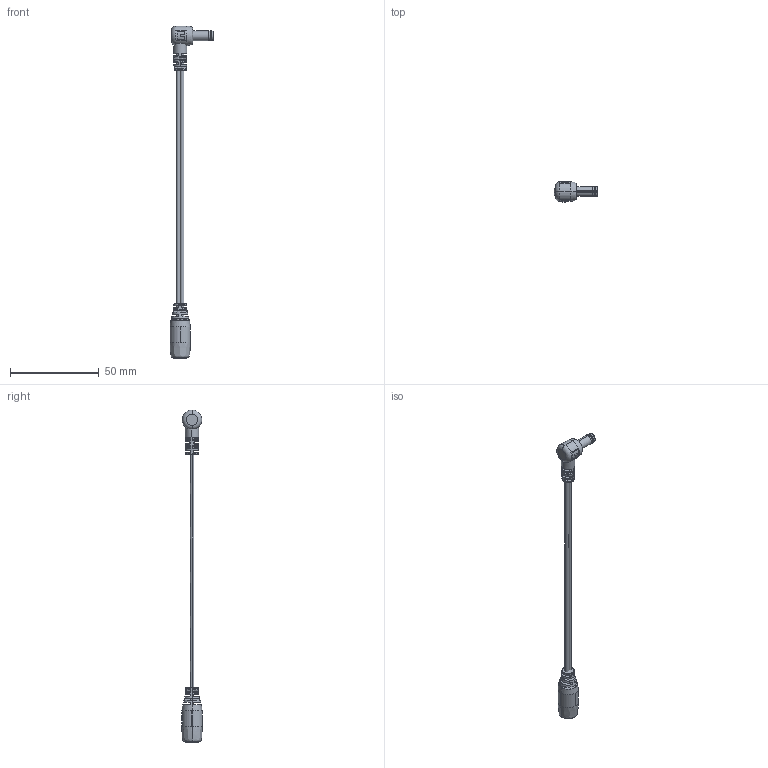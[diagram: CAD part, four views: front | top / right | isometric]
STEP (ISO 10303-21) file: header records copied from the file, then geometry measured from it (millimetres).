
FILE_DESCRIPTION (( 'STEP AP214' ), '1' );
FILE_NAME ('10-01080.STEP', '2015-10-16T22:08:29', ( 'Joel' ), ( 'Microsoft' ), 'SwSTEP 2.0', 'SolidWorks 2015', '' );
FILE_SCHEMA (( 'AUTOMOTIVE_DESIGN' ));
Length unit declared in the file: millimetre
Products named in the file (13): 50-00186 spring contact; 50-00186 shell; 50-00186 insulator; 24-00004; 24-00006; 30-00007_wbc; 10-01080; 50-00025; 50-00025 contact; 50-00025 shell; 50-00025 pin; 50-00025 insulator; 50-00186
Assembly tree (12 placements, depth 3):
  10-01080
    30-00007_wbc
    24-00006
    24-00004
    50-00186
      50-00186 insulator
      50-00186 shell
      50-00186 spring contact
    50-00025
      50-00025 insulator
      50-00025 pin
      50-00025 shell
      50-00025 contact
Bounding box: 24.68 x 11.4 x 186.62 mm (x, y, z)
Volume: 5150.2 mm3; surface area: 8270.5 mm2
Topology: 23 solids, 23 shells, 700 faces, 1794 edges, 1157 vertices
Faces by surface type: plane 238, bspline 198, cylinder 162, torus 63, cone 39
Entity records: 30895 total; most frequent: CARTESIAN_POINT 12109, ORIENTED_EDGE 3584, DIRECTION 2748, EDGE_CURVE 1792, VERTEX_POINT 1157, AXIS2_PLACEMENT_3D 1102, EDGE_LOOP 753, FACE_OUTER_BOUND 700
